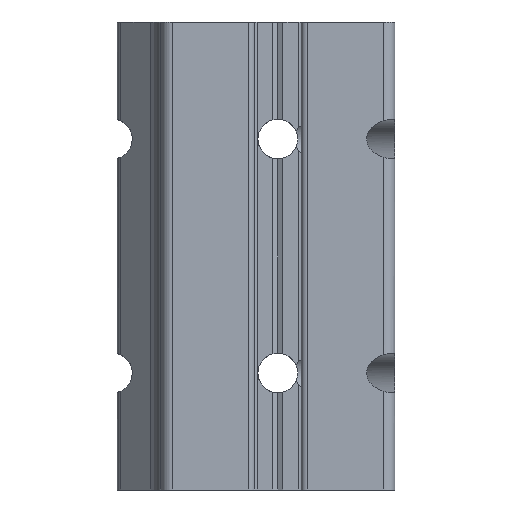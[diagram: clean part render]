
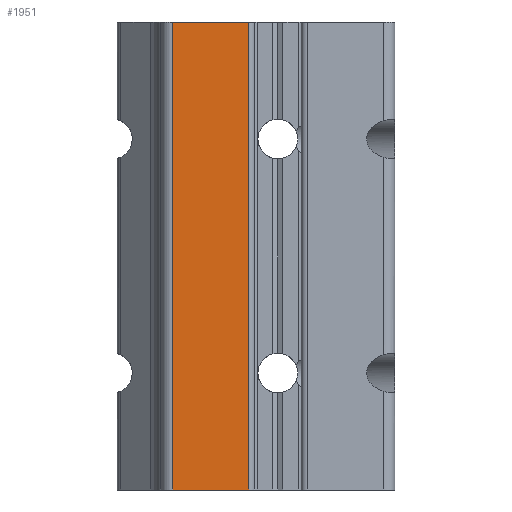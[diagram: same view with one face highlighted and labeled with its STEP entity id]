
A CAD part, left-side view. The second image highlights one B-rep face of the part: STEP entity #1951.
In plain terms, the highlighted planar face has unit normal (-1, 0, 0).
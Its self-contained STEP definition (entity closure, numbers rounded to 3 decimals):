
#1894=CARTESIAN_POINT('',(-20.,18.,0.0));
#1895=VERTEX_POINT('',#1894);
#1903=CARTESIAN_POINT('',(-20.,18.,80.));
#1904=VERTEX_POINT('',#1903);
#1905=CARTESIAN_POINT('',(-20.,18.,80.));
#1906=DIRECTION('',(0.0,0.0,-1.0));
#1907=VECTOR('',#1906,80.);
#1908=LINE('',#1905,#1907);
#1909=EDGE_CURVE('',#1904,#1895,#1908,.T.);
#1921=CARTESIAN_POINT('',(-20.,18.,80.));
#1922=DIRECTION('',(1.0,0.0,0.0));
#1923=DIRECTION('',(0.0,-1.0,0.0));
#1924=AXIS2_PLACEMENT_3D('',#1921,#1922,#1923);
#1925=PLANE('',#1924);
#1926=ORIENTED_EDGE('',*,*,#1909,.T.);
#1927=CARTESIAN_POINT('',(-20.,5.,0.0));
#1928=VERTEX_POINT('',#1927);
#1929=CARTESIAN_POINT('',(-20.,18.,0.0));
#1930=DIRECTION('',(0.0,-1.0,0.0));
#1931=VECTOR('',#1930,13.);
#1932=LINE('',#1929,#1931);
#1933=EDGE_CURVE('',#1895,#1928,#1932,.T.);
#1934=ORIENTED_EDGE('',*,*,#1933,.T.);
#1935=CARTESIAN_POINT('',(-20.,5.,80.));
#1936=VERTEX_POINT('',#1935);
#1937=CARTESIAN_POINT('',(-20.,5.,80.));
#1938=DIRECTION('',(0.0,0.0,-1.0));
#1939=VECTOR('',#1938,80.);
#1940=LINE('',#1937,#1939);
#1941=EDGE_CURVE('',#1936,#1928,#1940,.T.);
#1942=ORIENTED_EDGE('',*,*,#1941,.F.);
#1943=CARTESIAN_POINT('',(-20.,18.,80.));
#1944=DIRECTION('',(0.0,-1.0,0.0));
#1945=VECTOR('',#1944,13.);
#1946=LINE('',#1943,#1945);
#1947=EDGE_CURVE('',#1904,#1936,#1946,.T.);
#1948=ORIENTED_EDGE('',*,*,#1947,.F.);
#1949=EDGE_LOOP('',(#1926,#1934,#1942,#1948));
#1950=FACE_OUTER_BOUND('',#1949,.T.);
#1951=ADVANCED_FACE('',(#1950),#1925,.F.);
